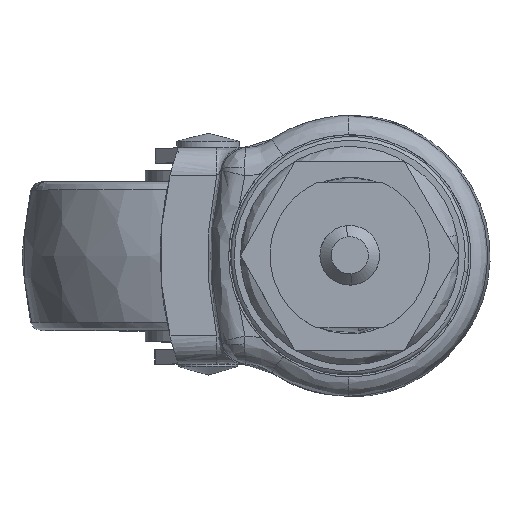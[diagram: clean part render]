
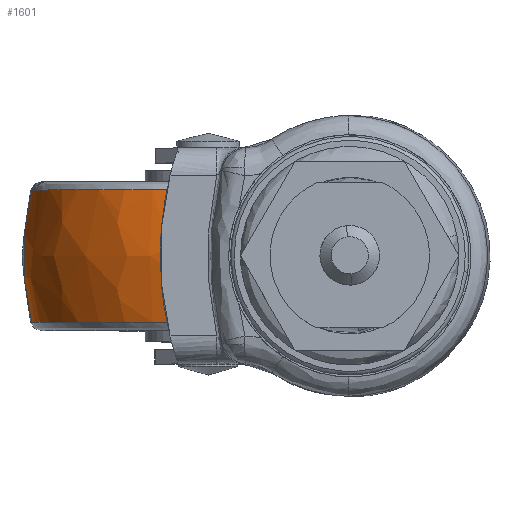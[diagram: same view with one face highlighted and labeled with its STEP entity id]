
A CAD part, top view. The second image highlights one B-rep face of the part: STEP entity #1601.
In plain terms, the highlighted free-form (B-spline) face has degree [2, 2] with [5, 3] control points.
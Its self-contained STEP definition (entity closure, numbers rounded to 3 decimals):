
#977=CARTESIAN_POINT('',(-19.0,-8.881,-17.146));
#978=VERTEX_POINT('',#977);
#992=CARTESIAN_POINT('',(-42.695,-8.881,-38.246));
#993=VERTEX_POINT('',#992);
#994=CARTESIAN_POINT('',(-19.0,-8.881,-17.146));
#995=CARTESIAN_POINT('',(-40.242,-8.881,-17.146));
#996=CARTESIAN_POINT('',(-42.695,-8.881,-38.246));
#1004=(BOUNDED_CURVE()B_SPLINE_CURVE(2,(#994,#995,#996),.UNSPECIFIED.,.F.,.U.)B_SPLINE_CURVE_WITH_KNOTS((3,3),(0.5,0.73),.UNSPECIFIED.)CURVE()GEOMETRIC_REPRESENTATION_ITEM()RATIONAL_B_SPLINE_CURVE((1.0,0.731,0.957))REPRESENTATION_ITEM(''));
#1005=EDGE_CURVE('',#978,#993,#1004,.T.);
#1066=CARTESIAN_POINT('',(-19.0,8.88,-17.146));
#1067=VERTEX_POINT('',#1066);
#1130=CARTESIAN_POINT('',(-42.029,8.88,-34.778));
#1131=VERTEX_POINT('',#1130);
#1145=CARTESIAN_POINT('',(-19.0,8.88,-17.146));
#1146=CARTESIAN_POINT('',(-37.265,8.88,-17.146));
#1147=CARTESIAN_POINT('',(-42.029,8.88,-34.778));
#1155=(BOUNDED_CURVE()B_SPLINE_CURVE(2,(#1145,#1146,#1147),.UNSPECIFIED.,.F.,.U.)B_SPLINE_CURVE_WITH_KNOTS((3,3),(0.5,0.706),.UNSPECIFIED.)CURVE()GEOMETRIC_REPRESENTATION_ITEM()RATIONAL_B_SPLINE_CURVE((1.0,0.759,0.914))REPRESENTATION_ITEM(''));
#1156=EDGE_CURVE('',#1067,#1131,#1155,.T.);
#1199=CARTESIAN_POINT('',(-42.695,8.88,-38.246));
#1200=VERTEX_POINT('',#1199);
#1216=CARTESIAN_POINT('',(-42.029,8.88,-34.778));
#1217=CARTESIAN_POINT('',(-42.491,8.88,-36.487));
#1218=CARTESIAN_POINT('',(-42.695,8.88,-38.246));
#1226=(BOUNDED_CURVE()B_SPLINE_CURVE(2,(#1216,#1217,#1218),.UNSPECIFIED.,.F.,.U.)B_SPLINE_CURVE_WITH_KNOTS((3,3),(0.706,0.73),.UNSPECIFIED.)CURVE()GEOMETRIC_REPRESENTATION_ITEM()RATIONAL_B_SPLINE_CURVE((0.914,0.933,0.957))REPRESENTATION_ITEM(''));
#1227=EDGE_CURVE('',#1131,#1200,#1226,.T.);
#1532=CARTESIAN_POINT('',(-42.695,-8.881,-38.246));
#1533=CARTESIAN_POINT('',(-43.833,-4.514,-38.114));
#1534=CARTESIAN_POINT('',(-43.833,0.,-38.114));
#1535=CARTESIAN_POINT('',(-43.833,4.514,-38.114));
#1536=CARTESIAN_POINT('',(-42.695,8.88,-38.246));
#1544=(BOUNDED_CURVE()B_SPLINE_CURVE(2,(#1532,#1533,#1534,#1535,#1536),.UNSPECIFIED.,.F.,.U.)B_SPLINE_CURVE_WITH_KNOTS((3,2,3),(0.397,0.5,0.603),.UNSPECIFIED.)CURVE()GEOMETRIC_REPRESENTATION_ITEM()RATIONAL_B_SPLINE_CURVE((0.895,0.918,0.957,0.918,0.895))REPRESENTATION_ITEM(''));
#1545=EDGE_CURVE('',#993,#1200,#1544,.T.);
#1550=CARTESIAN_POINT('',(-19.0,-8.881,-17.146));
#1551=CARTESIAN_POINT('',(-19.,-4.514,-16.));
#1552=CARTESIAN_POINT('',(-19.0,0.,-16.));
#1553=CARTESIAN_POINT('',(-19.0,4.514,-16.));
#1554=CARTESIAN_POINT('',(-19.0,8.88,-17.146));
#1562=(BOUNDED_CURVE()B_SPLINE_CURVE(2,(#1550,#1551,#1552,#1553,#1554),.UNSPECIFIED.,.F.,.U.)B_SPLINE_CURVE_WITH_KNOTS((3,2,3),(0.397,0.5,0.603),.UNSPECIFIED.)CURVE()GEOMETRIC_REPRESENTATION_ITEM()RATIONAL_B_SPLINE_CURVE((0.935,0.959,1.0,0.959,0.935))REPRESENTATION_ITEM(''));
#1563=EDGE_CURVE('',#978,#1067,#1562,.T.);
#1571=CARTESIAN_POINT('',(-19.0,-9.775,-17.393));
#1572=CARTESIAN_POINT('',(-19.,-4.987,-16.));
#1573=CARTESIAN_POINT('',(-19.0,0.,-16.));
#1574=CARTESIAN_POINT('',(-19.0,4.986,-16.));
#1575=CARTESIAN_POINT('',(-19.0,9.774,-17.393));
#1576=CARTESIAN_POINT('',(-40.022,-9.775,-17.393));
#1577=CARTESIAN_POINT('',(-41.262,-4.987,-16.));
#1578=CARTESIAN_POINT('',(-41.262,0.,-16.));
#1579=CARTESIAN_POINT('',(-41.262,4.986,-16.));
#1580=CARTESIAN_POINT('',(-40.022,9.774,-17.393));
#1581=CARTESIAN_POINT('',(-42.45,-9.775,-38.275));
#1582=CARTESIAN_POINT('',(-43.833,-4.987,-38.114));
#1583=CARTESIAN_POINT('',(-43.833,0.,-38.114));
#1584=CARTESIAN_POINT('',(-43.833,4.986,-38.114));
#1585=CARTESIAN_POINT('',(-42.45,9.774,-38.275));
#1593=(BOUNDED_SURFACE()B_SPLINE_SURFACE(2,2,((#1571,#1576,#1581),(#1572,#1577,#1582),(#1573,#1578,#1583),(#1574,#1579,#1584),(#1575,#1580,#1585)),.UNSPECIFIED.,.F.,.F.,.U.)B_SPLINE_SURFACE_WITH_KNOTS((3,2,3),(3,3),(0.0,10.236,20.473),(0.0,38.066),.UNSPECIFIED.)GEOMETRIC_REPRESENTATION_ITEM()RATIONAL_B_SPLINE_SURFACE(((0.93,0.68,0.89),(0.955,0.698,0.914),(1.0,0.731,0.957),(0.955,0.698,0.914),(0.93,0.68,0.89)))REPRESENTATION_ITEM('')SURFACE());
#1594=ORIENTED_EDGE('',*,*,#1005,.F.);
#1595=ORIENTED_EDGE('',*,*,#1563,.T.);
#1596=ORIENTED_EDGE('',*,*,#1156,.T.);
#1597=ORIENTED_EDGE('',*,*,#1227,.T.);
#1598=ORIENTED_EDGE('',*,*,#1545,.F.);
#1599=EDGE_LOOP('',(#1594,#1595,#1596,#1597,#1598));
#1600=FACE_OUTER_BOUND('',#1599,.T.);
#1601=ADVANCED_FACE('',(#1600),#1593,.T.);
